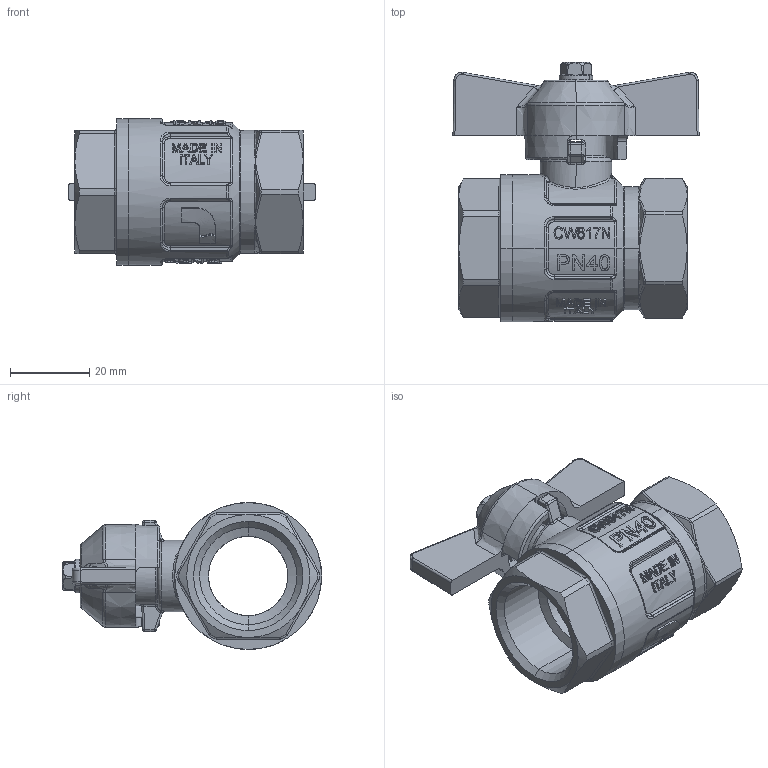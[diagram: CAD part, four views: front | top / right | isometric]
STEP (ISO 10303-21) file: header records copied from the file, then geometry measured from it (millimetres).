
FILE_DESCRIPTION (( 'STEP AP203' ), '1' );
FILE_NAME ('0920034.step', '2016-03-14T13:58:35', ( '' ), ( '' ), 'SwSTEP 2.0', 'SolidWorks 2014', '' );
FILE_SCHEMA (( 'CONFIG_CONTROL_DESIGN' ));
Length unit declared in the file: millimetre
Products named in the file (1): 0920034
Bounding box: 62 x 65.3 x 37 mm (x, y, z)
Surface area: 18301.4 mm2 (no closed solid volume)
Topology: 0 solids, 10 shells, 851 faces, 2253 edges, 1399 vertices
Faces by surface type: bspline 275, plane 258, cylinder 167, torus 69, cone 54, sphere 28
Entity records: 36006 total; most frequent: CARTESIAN_POINT 17435, ORIENTED_EDGE 4252, DIRECTION 3192, EDGE_CURVE 2219, VERTEX_POINT 1399, AXIS2_PLACEMENT_3D 1246, EDGE_LOOP 905, ADVANCED_FACE 851
